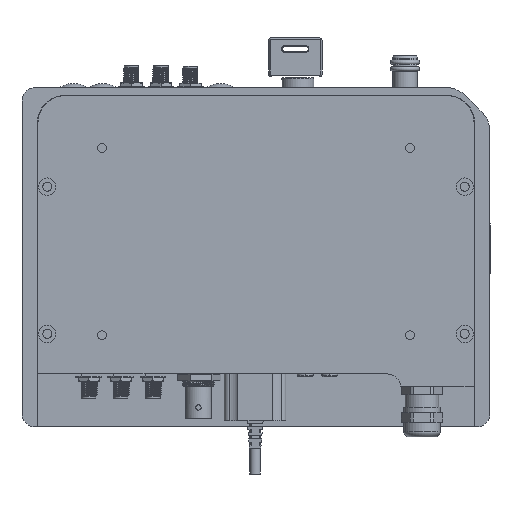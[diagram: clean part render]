
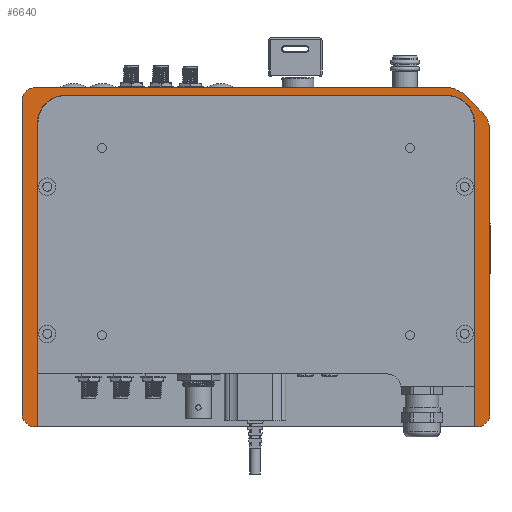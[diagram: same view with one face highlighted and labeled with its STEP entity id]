
A CAD part, front view. The second image highlights one B-rep face of the part: STEP entity #6640.
In plain terms, the highlighted planar face has unit normal (0, -1, 0).
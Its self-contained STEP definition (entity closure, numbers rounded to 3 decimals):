
#409 = CARTESIAN_POINT ( 'NONE',  ( -82.45, 0., -71.8 ) ) ;
#1080 = VECTOR ( 'NONE', #8688, 1000. ) ;
#1298 = EDGE_CURVE ( 'NONE', #26460, #11499, #16892, .T. ) ;
#3219 = CARTESIAN_POINT ( 'NONE',  ( 81.65, 0., -71.8 ) ) ;
#3243 = EDGE_CURVE ( 'NONE', #31747, #41369, #37451, .T. ) ;
#4422 = LINE ( 'NONE', #41667, #44876 ) ;
#4494 = LINE ( 'NONE', #32509, #25673 ) ;
#4685 = DIRECTION ( 'NONE',  ( 0., 0., 1. ) ) ;
#6553 = DIRECTION ( 'NONE',  ( 0., -1., 0. ) ) ;
#6640 = ADVANCED_FACE ( 'NONE', ( #32744 ), #12922, .F. ) ;
#6697 = ORIENTED_EDGE ( 'NONE', *, *, #36894, .F. ) ;
#7128 = CARTESIAN_POINT ( 'NONE',  ( 82.45, 0., -66.8 ) ) ;
#7658 = CARTESIAN_POINT ( 'NONE',  ( -82.45, 0., -66.8 ) ) ;
#8688 = DIRECTION ( 'NONE',  ( -1., 0., 0. ) ) ;
#8925 = CARTESIAN_POINT ( 'NONE',  ( 77.45, 0., 38.7 ) ) ;
#9294 = ORIENTED_EDGE ( 'NONE', *, *, #1298, .F. ) ;
#9949 = CARTESIAN_POINT ( 'NONE',  ( -81.65, 0., 42. ) ) ;
#10244 = ORIENTED_EDGE ( 'NONE', *, *, #32747, .F. ) ;
#10535 = CARTESIAN_POINT ( 'NONE',  ( -87.45, 0., -66.8 ) ) ;
#10808 = AXIS2_PLACEMENT_3D ( 'NONE', #7658, #12136, #44878 ) ;
#10842 = DIRECTION ( 'NONE',  ( 0., 0., 1. ) ) ;
#11316 = DIRECTION ( 'NONE',  ( 0., 0., -1. ) ) ;
#11318 = ORIENTED_EDGE ( 'NONE', *, *, #50987, .F. ) ;
#11499 = VERTEX_POINT ( 'NONE', #27304 ) ;
#11539 = VERTEX_POINT ( 'NONE', #42902 ) ;
#11626 = VECTOR ( 'NONE', #34327, 1000. ) ;
#11873 = EDGE_CURVE ( 'NONE', #11499, #26213, #15475, .T. ) ;
#12063 = EDGE_CURVE ( 'NONE', #23925, #45141, #47233, .T. ) ;
#12091 = CIRCLE ( 'NONE', #35740, 5. ) ;
#12136 = DIRECTION ( 'NONE',  ( 0., 1., 0. ) ) ;
#12922 = PLANE ( 'NONE',  #10808 ) ;
#13249 = EDGE_CURVE ( 'NONE', #34854, #21337, #49361, .T. ) ;
#13468 = DIRECTION ( 'NONE',  ( 0., 0., 1. ) ) ;
#13660 = DIRECTION ( 'NONE',  ( 0., 0., -1. ) ) ;
#14183 = EDGE_CURVE ( 'NONE', #32435, #31747, #4494, .T. ) ;
#14793 = EDGE_CURVE ( 'NONE', #35227, #34854, #23837, .T. ) ;
#15063 = CARTESIAN_POINT ( 'NONE',  ( 82.45, 0., -71.8 ) ) ;
#15475 = CIRCLE ( 'NONE', #20569, 10. ) ;
#16892 = LINE ( 'NONE', #44361, #1080 ) ;
#17191 = CARTESIAN_POINT ( 'NONE',  ( 81.65, 0., -71.8 ) ) ;
#17981 = CARTESIAN_POINT ( 'NONE',  ( 71.15, 0., 45. ) ) ;
#18009 = EDGE_CURVE ( 'NONE', #26213, #22447, #33734, .T. ) ;
#18212 = DIRECTION ( 'NONE',  ( 0., 0., -1. ) ) ;
#19693 = CARTESIAN_POINT ( 'NONE',  ( -82.45, 0., 55. ) ) ;
#19751 = VERTEX_POINT ( 'NONE', #22272 ) ;
#20569 = AXIS2_PLACEMENT_3D ( 'NONE', #47558, #39644, #40679 ) ;
#21079 = VERTEX_POINT ( 'NONE', #409 ) ;
#21337 = VERTEX_POINT ( 'NONE', #38172 ) ;
#22272 = CARTESIAN_POINT ( 'NONE',  ( 84.521, 0., 45.771 ) ) ;
#22349 = CARTESIAN_POINT ( 'NONE',  ( 71.65, 0., 52. ) ) ;
#22447 = VERTEX_POINT ( 'NONE', #30221 ) ;
#22561 = AXIS2_PLACEMENT_3D ( 'NONE', #46443, #6553, #18212 ) ;
#22796 = VECTOR ( 'NONE', #13660, 1000. ) ;
#22968 = CARTESIAN_POINT ( 'NONE',  ( 87.45, 0., 38.7 ) ) ;
#23678 = AXIS2_PLACEMENT_3D ( 'NONE', #50962, #34359, #10842 ) ;
#23837 = LINE ( 'NONE', #47583, #27872 ) ;
#23925 = VERTEX_POINT ( 'NONE', #26904 ) ;
#23966 = AXIS2_PLACEMENT_3D ( 'NONE', #7128, #31700, #35388 ) ;
#24502 = CIRCLE ( 'NONE', #23678, 150. ) ;
#24706 = EDGE_CURVE ( 'NONE', #11539, #45025, #47491, .T. ) ;
#25050 = CARTESIAN_POINT ( 'NONE',  ( -82.45, 0., 50. ) ) ;
#25673 = VECTOR ( 'NONE', #33557, 1000. ) ;
#26213 = VERTEX_POINT ( 'NONE', #45900 ) ;
#26460 = VERTEX_POINT ( 'NONE', #22349 ) ;
#26904 = CARTESIAN_POINT ( 'NONE',  ( -87.45, 0., -66.8 ) ) ;
#27304 = CARTESIAN_POINT ( 'NONE',  ( -71.65, 0., 52. ) ) ;
#27663 = ORIENTED_EDGE ( 'NONE', *, *, #3243, .F. ) ;
#27672 = EDGE_CURVE ( 'NONE', #41369, #19751, #24502, .T. ) ;
#27872 = VECTOR ( 'NONE', #35955, 1000. ) ;
#28043 = DIRECTION ( 'NONE',  ( 0., 0., 1. ) ) ;
#28238 = ORIENTED_EDGE ( 'NONE', *, *, #27672, .F. ) ;
#29254 = ORIENTED_EDGE ( 'NONE', *, *, #14793, .F. ) ;
#29572 = DIRECTION ( 'NONE',  ( 0., 0., 1. ) ) ;
#30111 = ORIENTED_EDGE ( 'NONE', *, *, #24706, .F. ) ;
#30221 = CARTESIAN_POINT ( 'NONE',  ( -81.65, 0., -71.8 ) ) ;
#30753 = EDGE_CURVE ( 'NONE', #22447, #21079, #4422, .T. ) ;
#31062 = VECTOR ( 'NONE', #13468, 1000. ) ;
#31700 = DIRECTION ( 'NONE',  ( 0., 1., 0. ) ) ;
#31747 = VERTEX_POINT ( 'NONE', #44078 ) ;
#32435 = VERTEX_POINT ( 'NONE', #19693 ) ;
#32509 = CARTESIAN_POINT ( 'NONE',  ( -82.45, 0., 55. ) ) ;
#32744 = FACE_OUTER_BOUND ( 'NONE', #33398, .T. ) ;
#32747 = EDGE_CURVE ( 'NONE', #21079, #23925, #45082, .T. ) ;
#33275 = AXIS2_PLACEMENT_3D ( 'NONE', #17981, #46725, #29572 ) ;
#33398 = EDGE_LOOP ( 'NONE', ( #47976, #45308, #44328, #9294, #11318, #44579, #29254, #34116, #30111, #37515, #28238, #27663, #43049, #6697, #47260, #10244 ) ) ;
#33557 = DIRECTION ( 'NONE',  ( 1., 0., 0. ) ) ;
#33734 = LINE ( 'NONE', #9949, #22796 ) ;
#34116 = ORIENTED_EDGE ( 'NONE', *, *, #36320, .F. ) ;
#34327 = DIRECTION ( 'NONE',  ( 0., 0., 1. ) ) ;
#34359 = DIRECTION ( 'NONE',  ( 0., 1., 0. ) ) ;
#34676 = CARTESIAN_POINT ( 'NONE',  ( -82.45, 0., -66.8 ) ) ;
#34729 = DIRECTION ( 'NONE',  ( 0., 0., 1. ) ) ;
#34854 = VERTEX_POINT ( 'NONE', #3219 ) ;
#34991 = AXIS2_PLACEMENT_3D ( 'NONE', #34676, #43648, #28043 ) ;
#35227 = VERTEX_POINT ( 'NONE', #15063 ) ;
#35388 = DIRECTION ( 'NONE',  ( 0., 0., 1. ) ) ;
#35474 = EDGE_CURVE ( 'NONE', #19751, #11539, #47720, .T. ) ;
#35740 = AXIS2_PLACEMENT_3D ( 'NONE', #25050, #36913, #4685 ) ;
#35955 = DIRECTION ( 'NONE',  ( -1., 0., 0. ) ) ;
#36320 = EDGE_CURVE ( 'NONE', #45025, #35227, #43341, .T. ) ;
#36742 = AXIS2_PLACEMENT_3D ( 'NONE', #8925, #49316, #34729 ) ;
#36894 = EDGE_CURVE ( 'NONE', #45141, #32435, #12091, .T. ) ;
#36913 = DIRECTION ( 'NONE',  ( 0., 1., 0. ) ) ;
#37451 = CIRCLE ( 'NONE', #33275, 10. ) ;
#37515 = ORIENTED_EDGE ( 'NONE', *, *, #35474, .F. ) ;
#38172 = CARTESIAN_POINT ( 'NONE',  ( 81.65, 0., 42. ) ) ;
#39644 = DIRECTION ( 'NONE',  ( 0., -1., 0. ) ) ;
#40679 = DIRECTION ( 'NONE',  ( 0., 0., -1. ) ) ;
#40752 = CARTESIAN_POINT ( 'NONE',  ( 87.45, 0., -66.8 ) ) ;
#41369 = VERTEX_POINT ( 'NONE', #45300 ) ;
#41667 = CARTESIAN_POINT ( 'NONE',  ( -81.65, 0., -71.8 ) ) ;
#42902 = CARTESIAN_POINT ( 'NONE',  ( 87.45, 0., 38.7 ) ) ;
#43049 = ORIENTED_EDGE ( 'NONE', *, *, #14183, .F. ) ;
#43341 = CIRCLE ( 'NONE', #23966, 5. ) ;
#43648 = DIRECTION ( 'NONE',  ( 0., 1., 0. ) ) ;
#44078 = CARTESIAN_POINT ( 'NONE',  ( 71.15, 0., 55. ) ) ;
#44328 = ORIENTED_EDGE ( 'NONE', *, *, #11873, .F. ) ;
#44361 = CARTESIAN_POINT ( 'NONE',  ( 71.65, 0., 52. ) ) ;
#44579 = ORIENTED_EDGE ( 'NONE', *, *, #13249, .F. ) ;
#44876 = VECTOR ( 'NONE', #48790, 1000. ) ;
#44878 = DIRECTION ( 'NONE',  ( 0., 0., 1. ) ) ;
#45025 = VERTEX_POINT ( 'NONE', #40752 ) ;
#45082 = CIRCLE ( 'NONE', #34991, 5. ) ;
#45141 = VERTEX_POINT ( 'NONE', #45159 ) ;
#45159 = CARTESIAN_POINT ( 'NONE',  ( -87.45, 0., 50. ) ) ;
#45300 = CARTESIAN_POINT ( 'NONE',  ( 78.221, 0., 52.071 ) ) ;
#45308 = ORIENTED_EDGE ( 'NONE', *, *, #18009, .F. ) ;
#45900 = CARTESIAN_POINT ( 'NONE',  ( -81.65, 0., 42. ) ) ;
#46140 = CIRCLE ( 'NONE', #22561, 10. ) ;
#46443 = CARTESIAN_POINT ( 'NONE',  ( 71.65, 0., 42. ) ) ;
#46725 = DIRECTION ( 'NONE',  ( 0., 1., 0. ) ) ;
#47233 = LINE ( 'NONE', #10535, #11626 ) ;
#47260 = ORIENTED_EDGE ( 'NONE', *, *, #12063, .F. ) ;
#47491 = LINE ( 'NONE', #22968, #50845 ) ;
#47558 = CARTESIAN_POINT ( 'NONE',  ( -71.65, 0., 42. ) ) ;
#47583 = CARTESIAN_POINT ( 'NONE',  ( 82.45, 0., -71.8 ) ) ;
#47720 = CIRCLE ( 'NONE', #36742, 10. ) ;
#47976 = ORIENTED_EDGE ( 'NONE', *, *, #30753, .F. ) ;
#48790 = DIRECTION ( 'NONE',  ( -1., 0., 0. ) ) ;
#49316 = DIRECTION ( 'NONE',  ( 0., 1., 0. ) ) ;
#49361 = LINE ( 'NONE', #17191, #31062 ) ;
#50845 = VECTOR ( 'NONE', #11316, 1000. ) ;
#50962 = CARTESIAN_POINT ( 'NONE',  ( -24.648, 0., -57.098 ) ) ;
#50987 = EDGE_CURVE ( 'NONE', #21337, #26460, #46140, .T. ) ;
